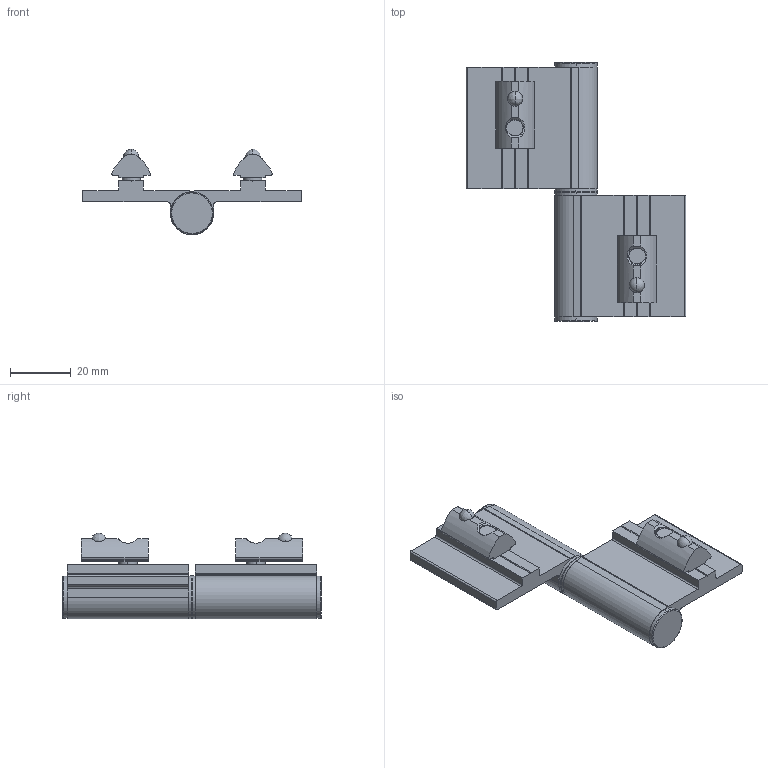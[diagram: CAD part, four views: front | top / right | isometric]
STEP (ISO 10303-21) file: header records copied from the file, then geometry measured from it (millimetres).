
FILE_DESCRIPTION (( 'STEP AP203' ), '1' );
FILE_NAME ('351.1700A.01.STEP', '2024-04-15T01:43:02', ( 'PC' ), ( 'Microsoft' ), 'SwSTEP 2.0', 'SolidWorks 2016', '' );
FILE_SCHEMA (( 'CONFIG_CONTROL_DESIGN' ));
Length unit declared in the file: millimetre
Products named in the file (3): 40-1; 351.1700A.01; 40
Assembly tree (2 placements, depth 2):
  351.1700A.01
    40-1
    40
Bounding box: 72.2 x 85.1 x 28.09 mm (x, y, z)
Volume: 27565.3 mm3; surface area: 14181.7 mm2
Topology: 4 solids, 5 shells, 206 faces, 540 edges, 354 vertices
Faces by surface type: plane 84, cylinder 74, cone 22, bspline 20, torus 4, sphere 2
Entity records: 8168 total; most frequent: CARTESIAN_POINT 2966, ORIENTED_EDGE 1062, DIRECTION 966, EDGE_CURVE 531, AXIS2_PLACEMENT_3D 357, VERTEX_POINT 351, LINE 252, VECTOR 252
